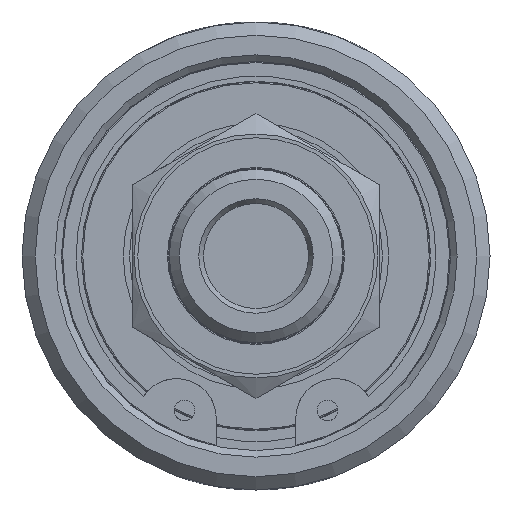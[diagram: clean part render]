
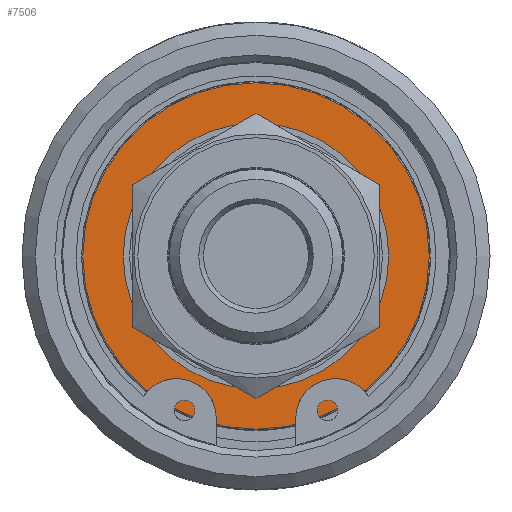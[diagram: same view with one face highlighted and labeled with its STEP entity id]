
A CAD part, left-side view. The second image highlights one B-rep face of the part: STEP entity #7506.
In plain terms, the highlighted planar face has unit normal (-1, 0, 0).
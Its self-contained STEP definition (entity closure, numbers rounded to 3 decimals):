
#1630=FACE_BOUND('',#2713,.T.);
#1844=PLANE('',#8252);
#2248=FACE_OUTER_BOUND('',#2712,.T.);
#2712=EDGE_LOOP('',(#6963,#6964));
#2713=EDGE_LOOP('',(#6965,#6966));
#2955=CIRCLE('',#8250,16.05);
#2956=CIRCLE('',#8251,16.05);
#2957=CIRCLE('',#8253,20.95);
#2958=CIRCLE('',#8254,20.95);
#3698=VERTEX_POINT('',#17359);
#3699=VERTEX_POINT('',#17360);
#3700=VERTEX_POINT('',#17365);
#3701=VERTEX_POINT('',#17366);
#4798=EDGE_CURVE('',#3698,#3699,#2955,.T.);
#4799=EDGE_CURVE('',#3699,#3698,#2956,.T.);
#4801=EDGE_CURVE('',#3700,#3701,#2957,.T.);
#4802=EDGE_CURVE('',#3701,#3700,#2958,.T.);
#6963=ORIENTED_EDGE('',*,*,#4801,.F.);
#6964=ORIENTED_EDGE('',*,*,#4802,.F.);
#6965=ORIENTED_EDGE('',*,*,#4798,.T.);
#6966=ORIENTED_EDGE('',*,*,#4799,.T.);
#7506=ADVANCED_FACE('',(#2248,#1630),#1844,.T.);
#8250=AXIS2_PLACEMENT_3D('',#17361,#10082,#10083);
#8251=AXIS2_PLACEMENT_3D('',#17362,#10084,#10085);
#8252=AXIS2_PLACEMENT_3D('',#17364,#10087,#10088);
#8253=AXIS2_PLACEMENT_3D('',#17367,#10089,#10090);
#8254=AXIS2_PLACEMENT_3D('',#17368,#10091,#10092);
#10082=DIRECTION('center_axis',(1.,0.,0.));
#10083=DIRECTION('ref_axis',(0.,-1.,0.));
#10084=DIRECTION('center_axis',(1.,0.,0.));
#10085=DIRECTION('ref_axis',(0.,-1.,0.));
#10087=DIRECTION('center_axis',(-1.,0.,0.));
#10088=DIRECTION('ref_axis',(0.,1.,0.));
#10089=DIRECTION('center_axis',(1.,0.,0.));
#10090=DIRECTION('ref_axis',(0.,-1.,0.));
#10091=DIRECTION('center_axis',(1.,0.,0.));
#10092=DIRECTION('ref_axis',(0.,-1.,0.));
#17359=CARTESIAN_POINT('',(38.425,-16.05,0.));
#17360=CARTESIAN_POINT('',(38.425,16.05,0.));
#17361=CARTESIAN_POINT('Origin',(38.425,0.,0.));
#17362=CARTESIAN_POINT('Origin',(38.425,0.,0.));
#17364=CARTESIAN_POINT('Origin',(38.425,-18.5,0.));
#17365=CARTESIAN_POINT('',(38.425,-20.95,0.));
#17366=CARTESIAN_POINT('',(38.425,20.95,0.));
#17367=CARTESIAN_POINT('Origin',(38.425,0.,0.));
#17368=CARTESIAN_POINT('Origin',(38.425,0.,0.));
